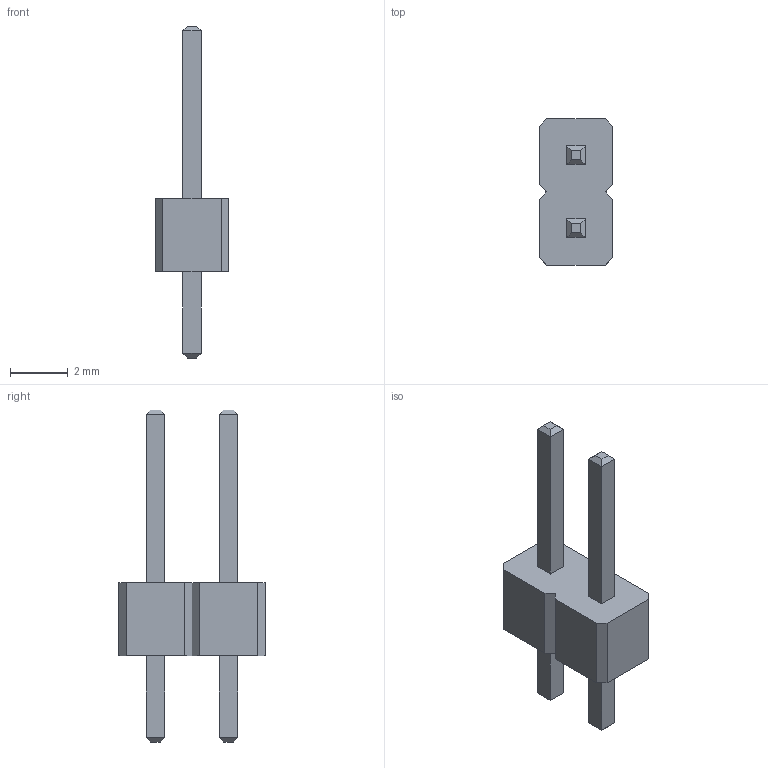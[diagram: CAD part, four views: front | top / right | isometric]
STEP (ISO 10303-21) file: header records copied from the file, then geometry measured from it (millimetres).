
FILE_DESCRIPTION(/* description */ ('model of PinHeader_1x04_P2.54mm_Vertical','CAx-IF Rec.Pracs.---Representation and Presentation of Product Manufacturing Information (PMI)---4.0---2014-10-13'),/* implementation_level */ '2;1');
FILE_NAME(/* name */ 'PinHeader_1x02_P2.54mm_Vertical.step',/* time_stamp */ '2025-01-09T13:42:12-07:00',/* author */ (''),/* organization */ (''),/* preprocessor_version */ 'ST-DEVELOPER v20',/* originating_system */ 'Autodesk Translation Framework v13.20.0.188',/* authorisation */ '');
FILE_SCHEMA (('AP242_MANAGED_MODEL_BASED_3D_ENGINEERING_MIM_LF { 1 0 10303 442 1 1 4 }'));
Length unit declared in the file: millimetre
Products named in the file (1): PinHeader_1x04_P254mm_Vertical
Bounding box: 2.54 x 5.08 x 11.54 mm (x, y, z)
Volume: 39.4 mm3; surface area: 108.5 mm2
Topology: 1 solids, 1 shells, 52 faces, 122 edges, 76 vertices
Faces by surface type: plane 52
Entity records: 1543 total; most frequent: CARTESIAN_POINT 251, ORIENTED_EDGE 244, DIRECTION 228, LINE 122, VECTOR 122, EDGE_CURVE 122, VERTEX_POINT 76, EDGE_LOOP 56
